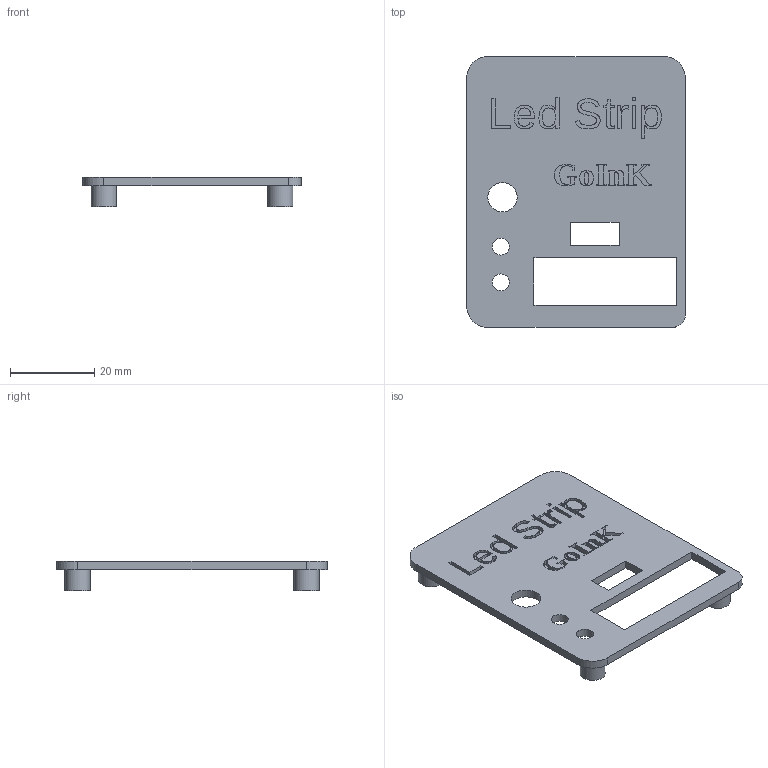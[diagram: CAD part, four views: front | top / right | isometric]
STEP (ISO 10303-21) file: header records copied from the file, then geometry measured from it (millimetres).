
FILE_DESCRIPTION(('FreeCAD Model'),'2;1');
FILE_NAME( 'Case_top.step', '2018-09-04T08:10:59',('Author'),(''), 'Open CASCADE STEP processor 7.3','FreeCAD','Unknown');
FILE_SCHEMA(('AUTOMOTIVE_DESIGN { 1 0 10303 214 1 1 1 1 }'));
Length unit declared in the file: millimetre
Products named in the file (1): Top
Bounding box: 52 x 64.5 x 7 mm (x, y, z)
Volume: 6012.6 mm3; surface area: 7149.7 mm2
Topology: 1 solids, 1 shells, 417 faces, 1182 edges, 788 vertices
Faces by surface type: extrusion 253, plane 152, cylinder 12
Full cylindrical faces by diameter (mm): 4 x2, 6 x3, 7 x1
Entity records: 29209 total; most frequent: CARTESIAN_POINT 7354, DIRECTION 3129, VECTOR 2739, LINE 2486, ORIENTED_EDGE 2364, PCURVE 2364, DEFINITIONAL_REPRESENTATION 2364, B_SPLINE_CURVE_WITH_KNOTS 1265
